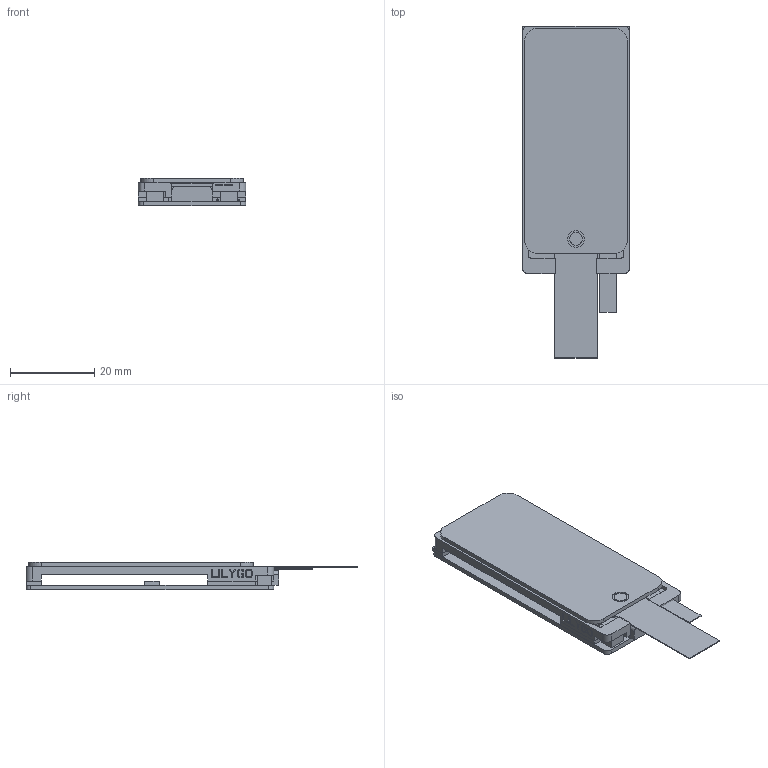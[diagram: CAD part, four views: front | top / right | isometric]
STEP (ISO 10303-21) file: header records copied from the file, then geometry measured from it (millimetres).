
FILE_DESCRIPTION((''),'2;1');
FILE_NAME('0-ALL_ASM','2023-11-23T10:17:59',('HR'),(''),'CREO PARAMETRIC BY PTC INC, 2019010','CREO PARAMETRIC BY PTC INC, 2019010','');
FILE_SCHEMA(('AUTOMOTIVE_DESIGN { 1 0 10303 214 1 1 1 1 }'));
Length unit declared in the file: millimetre
Products named in the file (5): 0-PCB; 0-TP; 0-0; PRT0002; 0-ALL_ASM
Assembly tree (4 placements, depth 2):
  0-ALL_ASM
    0-PCB
    0-TP
    0-0
    PRT0002
Bounding box: 25.49 x 78.77 x 6.6 mm (x, y, z)
Volume: 5992.6 mm3; surface area: 10405.4 mm2
Topology: 6 solids, 6 shells, 411 faces, 1087 edges, 724 vertices
Faces by surface type: plane 332, cylinder 79
Entity records: 13143 total; most frequent: CARTESIAN_POINT 2244, ORIENTED_EDGE 2174, DIRECTION 2085, EDGE_CURVE 1087, VECTOR 929, LINE 929, VERTEX_POINT 724, AXIS2_PLACEMENT_3D 578
